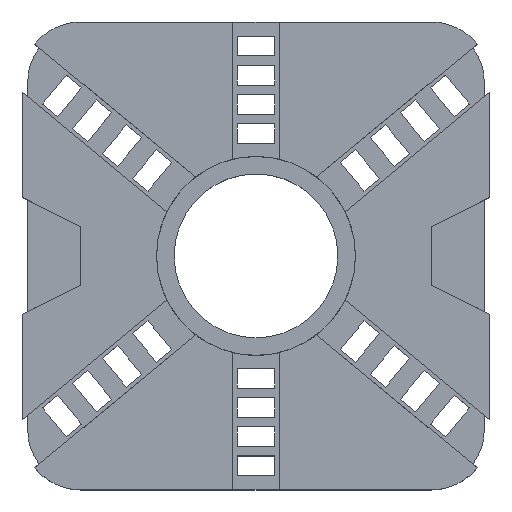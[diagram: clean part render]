
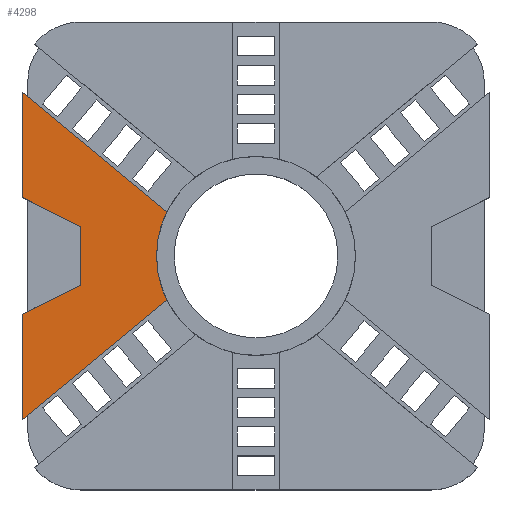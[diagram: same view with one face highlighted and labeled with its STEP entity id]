
A CAD part, top view. The second image highlights one B-rep face of the part: STEP entity #4298.
In plain terms, the highlighted planar face has unit normal (0, 0, 1).
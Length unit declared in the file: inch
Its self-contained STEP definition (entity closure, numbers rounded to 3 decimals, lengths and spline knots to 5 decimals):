
#496=LINE('',#6675,#1044);
#500=LINE('',#6682,#1048);
#503=LINE('',#6690,#1051);
#506=LINE('',#6694,#1054);
#507=LINE('',#6697,#1055);
#508=LINE('',#6699,#1056);
#509=LINE('',#6704,#1057);
#1044=VECTOR('',#5428,0.3937);
#1048=VECTOR('',#5434,0.3937);
#1051=VECTOR('',#5441,0.3937);
#1054=VECTOR('',#5446,0.3937);
#1055=VECTOR('',#5449,0.3937);
#1056=VECTOR('',#5450,0.3937);
#1057=VECTOR('',#5455,0.3937);
#1310=PLANE('',#4559);
#1508=FACE_OUTER_BOUND('',#1758,.T.);
#1758=EDGE_LOOP('',(#3785,#3786,#3787,#3788,#3789,#3790,#3791,#3792,#3793));
#1887=CIRCLE('',#4560,0.85);
#1888=CIRCLE('',#4561,0.85);
#2235=VERTEX_POINT('',#6672);
#2236=VERTEX_POINT('',#6674);
#2238=VERTEX_POINT('',#6680);
#2240=VERTEX_POINT('',#6688);
#2241=VERTEX_POINT('',#6689);
#2242=VERTEX_POINT('',#6696);
#2243=VERTEX_POINT('',#6698);
#2244=VERTEX_POINT('',#6700);
#2245=VERTEX_POINT('',#6702);
#2774=EDGE_CURVE('',#2236,#2235,#496,.T.);
#2778=EDGE_CURVE('',#2235,#2238,#500,.T.);
#2781=EDGE_CURVE('',#2240,#2241,#503,.T.);
#2784=EDGE_CURVE('',#2238,#2240,#506,.T.);
#2785=EDGE_CURVE('',#2241,#2242,#507,.T.);
#2786=EDGE_CURVE('',#2243,#2242,#508,.T.);
#2787=EDGE_CURVE('',#2243,#2244,#1887,.T.);
#2788=EDGE_CURVE('',#2244,#2245,#1888,.T.);
#2789=EDGE_CURVE('',#2245,#2236,#509,.T.);
#3785=ORIENTED_EDGE('',*,*,#2778,.T.);
#3786=ORIENTED_EDGE('',*,*,#2784,.T.);
#3787=ORIENTED_EDGE('',*,*,#2781,.T.);
#3788=ORIENTED_EDGE('',*,*,#2785,.T.);
#3789=ORIENTED_EDGE('',*,*,#2786,.F.);
#3790=ORIENTED_EDGE('',*,*,#2787,.T.);
#3791=ORIENTED_EDGE('',*,*,#2788,.T.);
#3792=ORIENTED_EDGE('',*,*,#2789,.T.);
#3793=ORIENTED_EDGE('',*,*,#2774,.T.);
#4298=ADVANCED_FACE('',(#1508),#1310,.T.);
#4559=AXIS2_PLACEMENT_3D('',#6695,#5447,#5448);
#4560=AXIS2_PLACEMENT_3D('',#6701,#5451,#5452);
#4561=AXIS2_PLACEMENT_3D('',#6703,#5453,#5454);
#5428=DIRECTION('',(0.,-1.,0.));
#5434=DIRECTION('',(0.894,-0.447,0.));
#5441=DIRECTION('',(-0.894,-0.447,0.));
#5446=DIRECTION('',(0.,-1.,0.));
#5447=DIRECTION('center_axis',(0.,0.,1.));
#5448=DIRECTION('ref_axis',(1.,0.,0.));
#5449=DIRECTION('',(0.,-1.,0.));
#5450=DIRECTION('',(-0.771,-0.636,0.));
#5451=DIRECTION('center_axis',(0.,0.,-1.));
#5452=DIRECTION('ref_axis',(-1.,0.,0.));
#5453=DIRECTION('center_axis',(0.,0.,-1.));
#5454=DIRECTION('ref_axis',(-1.,0.,0.));
#5455=DIRECTION('',(-0.771,0.636,0.));
#6672=CARTESIAN_POINT('',(-2.,0.5,0.5));
#6674=CARTESIAN_POINT('',(-2.,1.4,0.5));
#6675=CARTESIAN_POINT('',(-2.,1.5,0.5));
#6680=CARTESIAN_POINT('',(-1.5,0.25,0.5));
#6682=CARTESIAN_POINT('',(-0.85,-0.075,0.5));
#6688=CARTESIAN_POINT('',(-1.5,-0.25,0.5));
#6689=CARTESIAN_POINT('',(-2.,-0.5,0.5));
#6690=CARTESIAN_POINT('',(-1.1,-0.05,0.5));
#6694=CARTESIAN_POINT('',(-1.5,-0.125,0.5));
#6695=CARTESIAN_POINT('Origin',(0.,0.,0.5));
#6696=CARTESIAN_POINT('',(-2.,-1.4,0.5));
#6697=CARTESIAN_POINT('',(-2.,1.5,0.5));
#6698=CARTESIAN_POINT('',(-0.76129,-0.37807,0.5));
#6699=CARTESIAN_POINT('',(-0.44201,-0.11466,0.5));
#6700=CARTESIAN_POINT('',(-0.85,0.,0.5));
#6701=CARTESIAN_POINT('Origin',(0.,0.,0.5));
#6702=CARTESIAN_POINT('',(-0.76129,0.37807,0.5));
#6703=CARTESIAN_POINT('Origin',(0.,0.,0.5));
#6704=CARTESIAN_POINT('',(-0.44201,0.11466,0.5));
